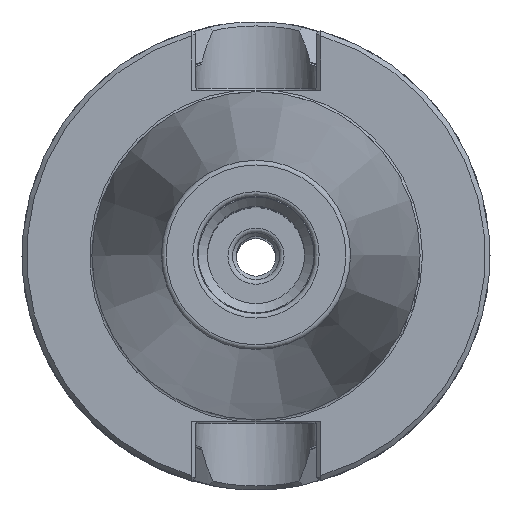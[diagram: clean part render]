
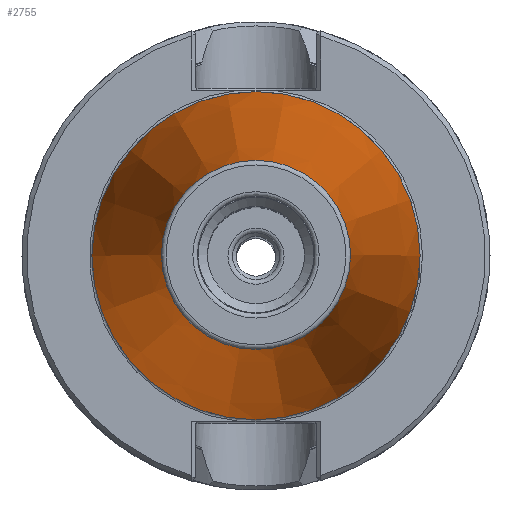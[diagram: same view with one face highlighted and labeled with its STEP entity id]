
A CAD part, top view. The second image highlights one B-rep face of the part: STEP entity #2755.
In plain terms, the highlighted conical face has half-angle 8.297 degrees and reference radius 20.204 mm.
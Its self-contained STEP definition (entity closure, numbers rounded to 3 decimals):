
#263=CONICAL_SURFACE('',#2928,20.204,0.145);
#341=ORIENTED_EDGE('',*,*,#775,.T.);
#342=ORIENTED_EDGE('',*,*,#774,.F.);
#774=EDGE_CURVE('',#1002,#1002,#1178,.T.);
#775=EDGE_CURVE('',#1003,#1003,#1179,.T.);
#1002=VERTEX_POINT('',#3796);
#1003=VERTEX_POINT('',#3799);
#1178=CIRCLE('',#2927,20.204);
#1179=CIRCLE('',#2929,35.065);
#1319=EDGE_LOOP('',(#341));
#1320=EDGE_LOOP('',(#342));
#1543=FACE_BOUND('',#1319,.T.);
#1544=FACE_BOUND('',#1320,.T.);
#2755=ADVANCED_FACE('',(#1543,#1544),#263,.T.);
#2927=AXIS2_PLACEMENT_3D('',#3795,#3239,#3240);
#2928=AXIS2_PLACEMENT_3D('',#3797,#3241,#3242);
#2929=AXIS2_PLACEMENT_3D('',#3798,#3243,#3244);
#3239=DIRECTION('',(0.,0.,1.));
#3240=DIRECTION('',(1.,0.,0.));
#3241=DIRECTION('',(0.,0.,-1.));
#3242=DIRECTION('',(-1.,0.,0.));
#3243=DIRECTION('',(0.,0.,1.));
#3244=DIRECTION('',(1.,0.,0.));
#3795=CARTESIAN_POINT('',(0.,0.,100.944));
#3796=CARTESIAN_POINT('',(20.204,0.,100.944));
#3797=CARTESIAN_POINT('',(0.,0.,100.944));
#3798=CARTESIAN_POINT('',(0.,0.,-0.963));
#3799=CARTESIAN_POINT('',(35.065,0.,-0.963));
